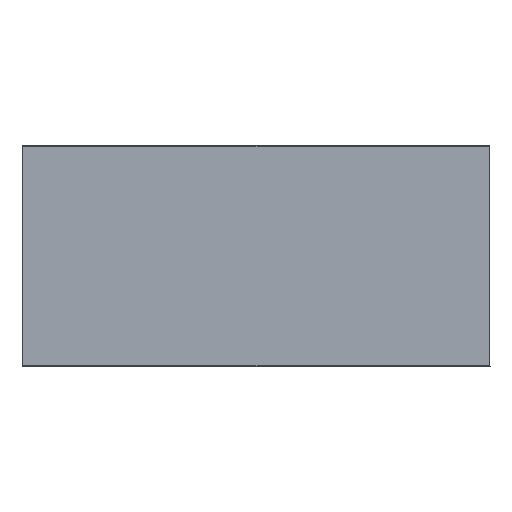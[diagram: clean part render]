
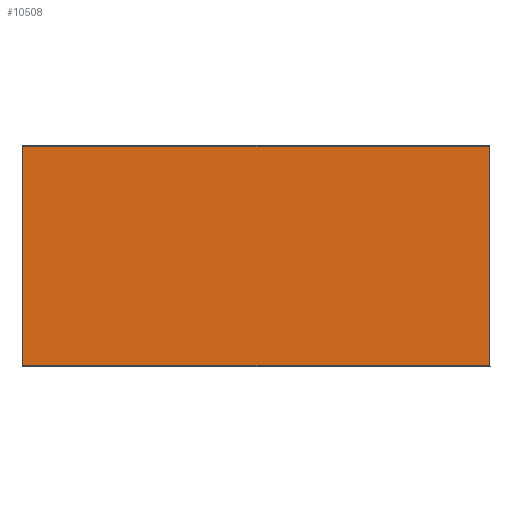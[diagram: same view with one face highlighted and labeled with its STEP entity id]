
A CAD part, top view. The second image highlights one B-rep face of the part: STEP entity #10508.
In plain terms, the highlighted planar face has unit normal (0, 0, 1).
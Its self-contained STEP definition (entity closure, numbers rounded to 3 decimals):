
#169=DIRECTION('',(1.,0.,0.));
#170=VECTOR('',#169,1218.229);
#171=CARTESIAN_POINT('',(-609.115,-286.115,0.));
#172=LINE('',#171,#170);
#176=DIRECTION('',(0.,-1.,0.));
#177=VECTOR('',#176,572.229);
#178=CARTESIAN_POINT('',(-609.115,286.115,0.));
#179=LINE('',#178,#177);
#183=DIRECTION('',(-1.,0.,0.));
#184=VECTOR('',#183,1218.229);
#185=CARTESIAN_POINT('',(609.115,286.115,0.));
#186=LINE('',#185,#184);
#190=DIRECTION('',(0.,1.,0.));
#191=VECTOR('',#190,572.229);
#192=CARTESIAN_POINT('',(609.115,-286.115,0.));
#193=LINE('',#192,#191);
#302=CARTESIAN_POINT('',(-609.115,-286.115,0.));
#420=CARTESIAN_POINT('',(609.115,-286.115,0.));
#538=CARTESIAN_POINT('',(609.115,286.115,0.));
#601=CARTESIAN_POINT('',(-609.115,286.115,0.));
#9686=VERTEX_POINT('',#601);
#9689=VERTEX_POINT('',#538);
#9692=VERTEX_POINT('',#420);
#9695=VERTEX_POINT('',#302);
#10493=CARTESIAN_POINT('',(0.,0.,0.));
#10494=DIRECTION('',(0.,0.,1.));
#10495=DIRECTION('',(1.,0.,0.));
#10496=AXIS2_PLACEMENT_3D('',#10493,#10494,#10495);
#10497=PLANE('',#10496);
#10499=ORIENTED_EDGE('',*,*,#10498,.F.);
#10501=ORIENTED_EDGE('',*,*,#10500,.F.);
#10503=ORIENTED_EDGE('',*,*,#10502,.F.);
#10505=ORIENTED_EDGE('',*,*,#10504,.F.);
#10506=EDGE_LOOP('',(#10499,#10501,#10503,#10505));
#10507=FACE_OUTER_BOUND('',#10506,.F.);
#10498=EDGE_CURVE('',#9695,#9692,#172,.T.);
#10500=EDGE_CURVE('',#9686,#9695,#179,.T.);
#10502=EDGE_CURVE('',#9689,#9686,#186,.T.);
#10504=EDGE_CURVE('',#9692,#9689,#193,.T.);
#10508=ADVANCED_FACE('',(#10507),#10497,.T.);
